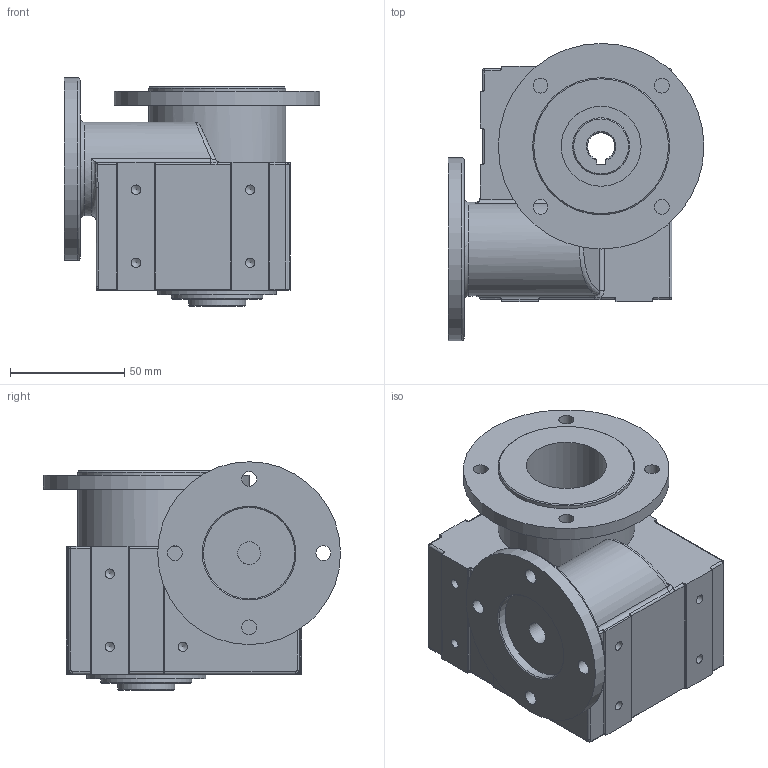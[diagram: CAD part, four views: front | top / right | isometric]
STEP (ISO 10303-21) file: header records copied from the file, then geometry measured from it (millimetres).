
FILE_DESCRIPTION((''),'2;1');
FILE_NAME('A31_25W_B52F90HW_M1.ipt.stp','2010-03-02T08:41:41',('INDUR'),(''),'Autodesk Inventor 2010','Autodesk Inventor 2010','');
FILE_SCHEMA(('CONFIG_CONTROL_DESIGN'));
Length unit declared in the file: millimetre
Products named in the file (1): A31_25W_B52F90HW_M1
Bounding box: 112 x 130 x 100 mm (x, y, z)
Volume: 626701.7 mm3; surface area: 74516.2 mm2
Topology: 1 solids, 1 shells, 367 faces, 962 edges, 617 vertices
Faces by surface type: plane 138, bspline 127, cylinder 83, cone 15, sphere 3, torus 1
Full cylindrical faces by diameter (mm): 4.134 x8, 10 x1, 25 x2, 35 x1, 40 x2, 41 x1, 52 x1, 60 x2, 80 x1, 90 x1
Entity records: 14427 total; most frequent: CARTESIAN_POINT 5950, ORIENTED_EDGE 1702, DIRECTION 1484, EDGE_CURVE 851, VERTEX_POINT 580, AXIS2_PLACEMENT_3D 510, EDGE_LOOP 479, VECTOR 464
